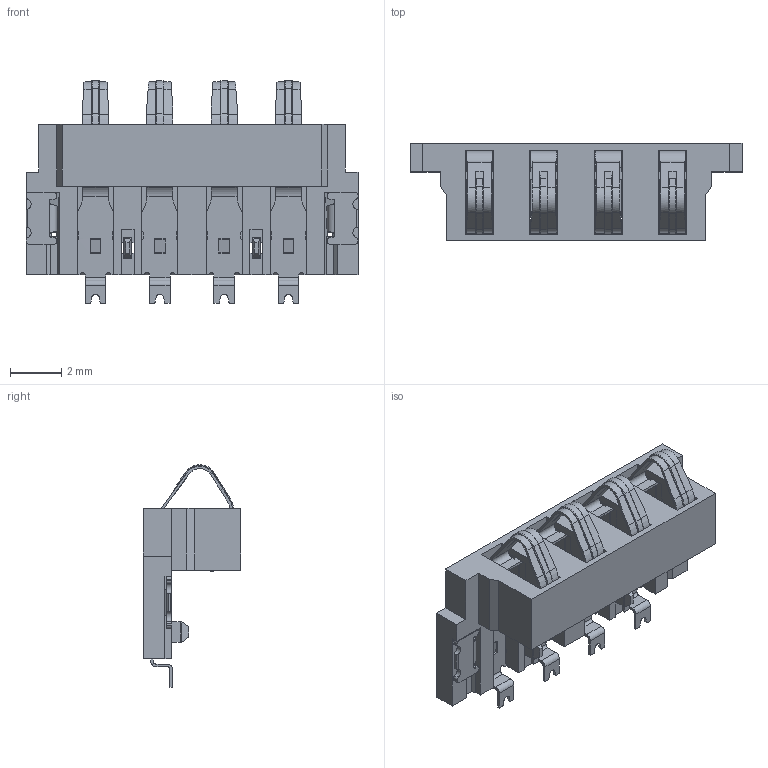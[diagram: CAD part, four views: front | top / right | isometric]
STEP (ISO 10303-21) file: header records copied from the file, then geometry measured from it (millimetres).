
FILE_DESCRIPTION((''),'2;1');
FILE_NAME('C12801097_ASM','2018-09-19T',('weison.lu'),(''),'CREO PARAMETRIC BY PTC INC, 2017020','CREO PARAMETRIC BY PTC INC, 2017020','');
FILE_SCHEMA(('CONFIG_CONTROL_DESIGN'));
Length unit declared in the file: millimetre
Products named in the file (1): C12801097_ASM
Bounding box: 12.9 x 3.8 x 8.65 mm (x, y, z)
Volume: 92.8 mm3; surface area: 521.3 mm2
Topology: 1 solids, 1 shells, 1064 faces, 3216 edges, 2092 vertices
Faces by surface type: plane 738, cylinder 286, bspline 16, torus 16, cone 8
Entity records: 36570 total; most frequent: CARTESIAN_POINT 7300, ORIENTED_EDGE 6432, DIRECTION 5816, EDGE_CURVE 3216, VECTOR 2472, LINE 2472, VERTEX_POINT 2092, AXIS2_PLACEMENT_3D 1672
